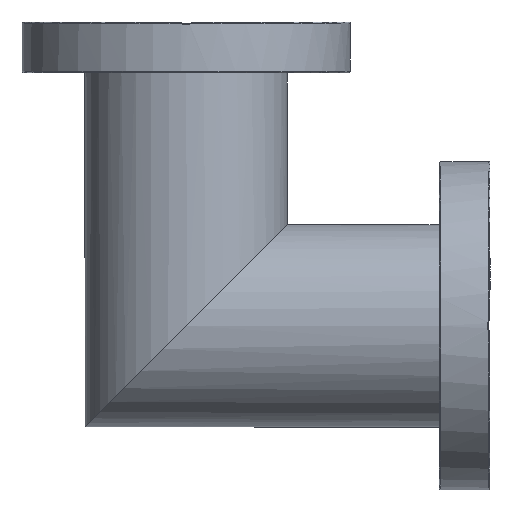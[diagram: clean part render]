
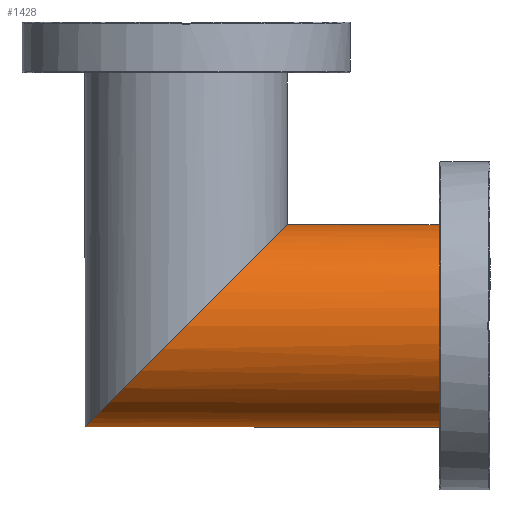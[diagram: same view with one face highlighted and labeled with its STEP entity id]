
A CAD part, left-side view. The second image highlights one B-rep face of the part: STEP entity #1428.
In plain terms, the highlighted cylindrical face has radius 35 mm (diameter 70 mm), a full revolution.
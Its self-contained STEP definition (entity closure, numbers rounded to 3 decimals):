
#1354=CARTESIAN_POINT('',(-35.,0.,367.9));
#1355=VERTEX_POINT('',#1354);
#1356=CARTESIAN_POINT('',(0.,0.,367.9));
#1357=DIRECTION('',(0.0,0.0,1.0));
#1358=DIRECTION('',(-1.0,0.0,0.0));
#1359=AXIS2_PLACEMENT_3D('',#1356,#1357,#1358);
#1360=CIRCLE('',#1359,35.0);
#1361=EDGE_CURVE('',#1355,#1355,#1360,.T.);
#1382=CARTESIAN_POINT('',(0.,-35.,430.));
#1383=VERTEX_POINT('',#1382);
#1384=CARTESIAN_POINT('',(0.,0.,465.));
#1385=DIRECTION('',(0.,0.707,-0.707));
#1386=DIRECTION('',(0.,-0.707,-0.707));
#1387=AXIS2_PLACEMENT_3D('',#1384,#1385,#1386);
#1388=ELLIPSE('',#1387,49.497,35.);
#1389=EDGE_CURVE('',#1383,#1383,#1388,.T.);
#1417=CARTESIAN_POINT('',(0.,0.,0.));
#1418=DIRECTION('',(0.,0.,1.0));
#1419=DIRECTION('',(-1.0,0.0,0.0));
#1420=AXIS2_PLACEMENT_3D('',#1417,#1418,#1419);
#1421=CYLINDRICAL_SURFACE('',#1420,35.0);
#1422=ORIENTED_EDGE('',*,*,#1361,.T.);
#1423=EDGE_LOOP('',(#1422));
#1424=FACE_OUTER_BOUND('',#1423,.T.);
#1425=ORIENTED_EDGE('',*,*,#1389,.T.);
#1426=EDGE_LOOP('',(#1425));
#1427=FACE_BOUND('',#1426,.T.);
#1428=ADVANCED_FACE('',(#1424,#1427),#1421,.T.);
